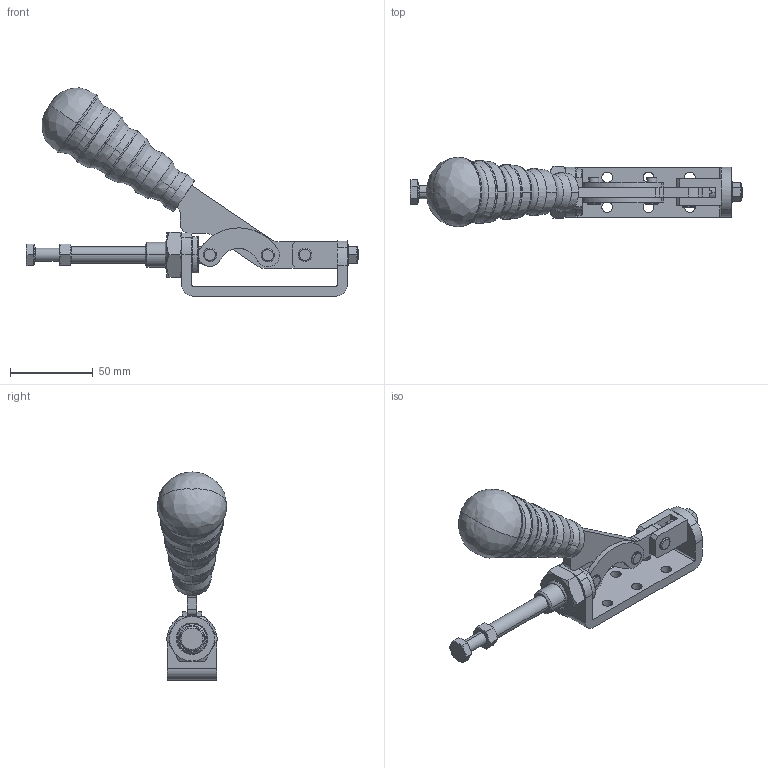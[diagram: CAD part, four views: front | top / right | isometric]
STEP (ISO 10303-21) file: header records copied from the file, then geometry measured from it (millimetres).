
FILE_DESCRIPTION((''),'2;1');
FILE_NAME('312.stp','2005-09-01T11:24:19',('CAD'),(''),'Autodesk Inventor 8','Autodesk Inventor 8','');
FILE_SCHEMA(('AUTOMOTIVE_DESIGN { 1 0 10303 214 1 1 1 1 }'));
Length unit declared in the file: millimetre
Products named in the file (1): Part9
Bounding box: 200.6 x 41.84 x 125.84 mm (x, y, z)
Volume: 139176.5 mm3; surface area: 39622.8 mm2
Topology: 1 solids, 6 shells, 750 faces, 1943 edges, 1147 vertices
Faces by surface type: plane 314, cone 252, cylinder 102, bspline 62, torus 20
Entity records: 24199 total; most frequent: CARTESIAN_POINT 6480, ORIENTED_EDGE 3868, DIRECTION 3780, EDGE_CURVE 1934, AXIS2_PLACEMENT_3D 1549, VERTEX_POINT 1147, EDGE_LOOP 871, CIRCLE 836
